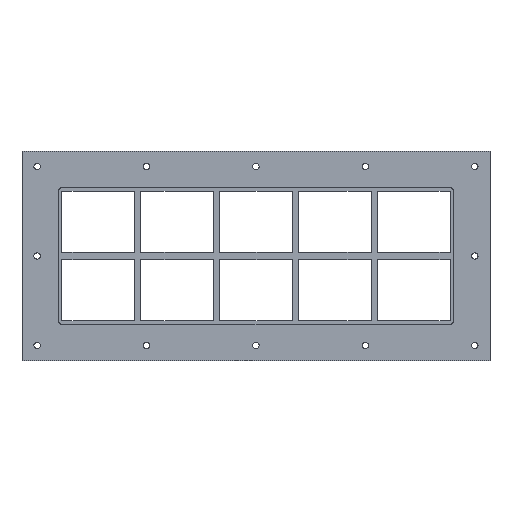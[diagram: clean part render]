
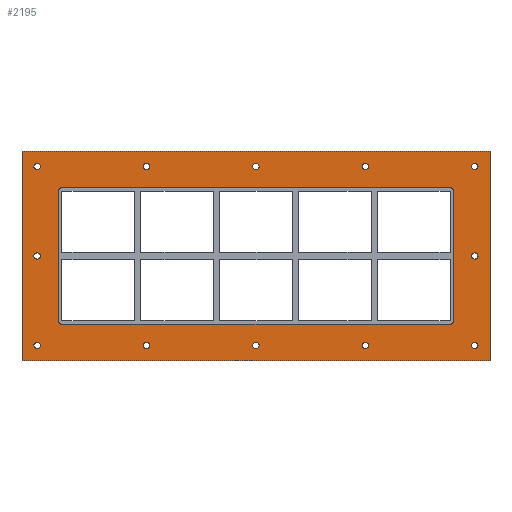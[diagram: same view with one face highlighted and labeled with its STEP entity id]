
A CAD part, front view. The second image highlights one B-rep face of the part: STEP entity #2195.
In plain terms, the highlighted planar face has unit normal (0, -1, 0).
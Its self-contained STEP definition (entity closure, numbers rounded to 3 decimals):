
#84=CARTESIAN_POINT('',(-357.0,0.0,-148.));
#85=VERTEX_POINT('',#84);
#86=CARTESIAN_POINT('',(-362.25,0.0,-148.));
#87=DIRECTION('',(0.0,1.0,0.0));
#88=DIRECTION('',(1.0,0.0,0.0));
#89=AXIS2_PLACEMENT_3D('',#86,#87,#88);
#90=CIRCLE('',#89,5.25);
#91=EDGE_CURVE('',#85,#85,#90,.T.);
#112=CARTESIAN_POINT('',(367.4,0.0,0.));
#113=VERTEX_POINT('',#112);
#114=CARTESIAN_POINT('',(362.15,0.0,0.));
#115=DIRECTION('',(0.0,1.0,0.0));
#116=DIRECTION('',(1.0,0.0,0.0));
#117=AXIS2_PLACEMENT_3D('',#114,#115,#116);
#118=CIRCLE('',#117,5.25);
#119=EDGE_CURVE('',#113,#113,#118,.T.);
#140=CARTESIAN_POINT('',(-357.0,0.0,0.));
#141=VERTEX_POINT('',#140);
#142=CARTESIAN_POINT('',(-362.25,0.0,0.));
#143=DIRECTION('',(0.0,1.0,0.0));
#144=DIRECTION('',(1.0,0.0,0.0));
#145=AXIS2_PLACEMENT_3D('',#142,#143,#144);
#146=CIRCLE('',#145,5.25);
#147=EDGE_CURVE('',#141,#141,#146,.T.);
#168=CARTESIAN_POINT('',(-175.9,0.0,148.));
#169=VERTEX_POINT('',#168);
#170=CARTESIAN_POINT('',(-181.15,0.0,148.));
#171=DIRECTION('',(0.0,1.0,0.0));
#172=DIRECTION('',(1.0,0.0,0.0));
#173=AXIS2_PLACEMENT_3D('',#170,#171,#172);
#174=CIRCLE('',#173,5.25);
#175=EDGE_CURVE('',#169,#169,#174,.T.);
#196=CARTESIAN_POINT('',(-175.9,0.0,-148.));
#197=VERTEX_POINT('',#196);
#198=CARTESIAN_POINT('',(-181.15,0.0,-148.));
#199=DIRECTION('',(0.0,1.0,0.0));
#200=DIRECTION('',(1.0,0.0,0.0));
#201=AXIS2_PLACEMENT_3D('',#198,#199,#200);
#202=CIRCLE('',#201,5.25);
#203=EDGE_CURVE('',#197,#197,#202,.T.);
#224=CARTESIAN_POINT('',(5.2,0.0,148.));
#225=VERTEX_POINT('',#224);
#226=CARTESIAN_POINT('',(-0.05,0.0,148.));
#227=DIRECTION('',(0.0,1.0,0.0));
#228=DIRECTION('',(1.0,0.0,0.0));
#229=AXIS2_PLACEMENT_3D('',#226,#227,#228);
#230=CIRCLE('',#229,5.25);
#231=EDGE_CURVE('',#225,#225,#230,.T.);
#252=CARTESIAN_POINT('',(5.2,0.0,-148.));
#253=VERTEX_POINT('',#252);
#254=CARTESIAN_POINT('',(-0.05,0.0,-148.));
#255=DIRECTION('',(0.0,1.0,0.0));
#256=DIRECTION('',(1.0,0.0,0.0));
#257=AXIS2_PLACEMENT_3D('',#254,#255,#256);
#258=CIRCLE('',#257,5.25);
#259=EDGE_CURVE('',#253,#253,#258,.T.);
#280=CARTESIAN_POINT('',(186.3,0.0,148.));
#281=VERTEX_POINT('',#280);
#282=CARTESIAN_POINT('',(181.05,0.0,148.));
#283=DIRECTION('',(0.0,1.0,0.0));
#284=DIRECTION('',(1.0,0.0,0.0));
#285=AXIS2_PLACEMENT_3D('',#282,#283,#284);
#286=CIRCLE('',#285,5.25);
#287=EDGE_CURVE('',#281,#281,#286,.T.);
#308=CARTESIAN_POINT('',(186.3,0.0,-148.));
#309=VERTEX_POINT('',#308);
#310=CARTESIAN_POINT('',(181.05,0.0,-148.));
#311=DIRECTION('',(0.0,1.0,0.0));
#312=DIRECTION('',(1.0,0.0,0.0));
#313=AXIS2_PLACEMENT_3D('',#310,#311,#312);
#314=CIRCLE('',#313,5.25);
#315=EDGE_CURVE('',#309,#309,#314,.T.);
#336=CARTESIAN_POINT('',(367.4,0.0,-148.));
#337=VERTEX_POINT('',#336);
#338=CARTESIAN_POINT('',(362.15,0.0,-148.));
#339=DIRECTION('',(0.0,1.0,0.0));
#340=DIRECTION('',(1.0,0.0,0.0));
#341=AXIS2_PLACEMENT_3D('',#338,#339,#340);
#342=CIRCLE('',#341,5.25);
#343=EDGE_CURVE('',#337,#337,#342,.T.);
#364=CARTESIAN_POINT('',(-357.0,0.0,148.));
#365=VERTEX_POINT('',#364);
#366=CARTESIAN_POINT('',(-362.25,0.0,148.));
#367=DIRECTION('',(0.0,1.0,0.0));
#368=DIRECTION('',(1.0,0.0,0.0));
#369=AXIS2_PLACEMENT_3D('',#366,#367,#368);
#370=CIRCLE('',#369,5.25);
#371=EDGE_CURVE('',#365,#365,#370,.T.);
#392=CARTESIAN_POINT('',(367.4,0.0,148.));
#393=VERTEX_POINT('',#392);
#394=CARTESIAN_POINT('',(362.15,0.0,148.));
#395=DIRECTION('',(0.0,1.0,0.0));
#396=DIRECTION('',(1.0,0.0,0.0));
#397=AXIS2_PLACEMENT_3D('',#394,#395,#396);
#398=CIRCLE('',#397,5.25);
#399=EDGE_CURVE('',#393,#393,#398,.T.);
#2050=CARTESIAN_POINT('',(0.0,0.0,0.0));
#2051=DIRECTION('',(0.0,1.0,0.0));
#2052=DIRECTION('',(0.0,0.0,1.0));
#2053=AXIS2_PLACEMENT_3D('',#2050,#2051,#2052);
#2054=PLANE('',#2053);
#2055=CARTESIAN_POINT('',(-387.25,0.0,173.));
#2056=VERTEX_POINT('',#2055);
#2057=CARTESIAN_POINT('',(387.25,0.0,173.));
#2058=VERTEX_POINT('',#2057);
#2059=CARTESIAN_POINT('',(-387.25,0.0,173.));
#2060=DIRECTION('',(1.0,0.0,0.0));
#2061=VECTOR('',#2060,774.5);
#2062=LINE('',#2059,#2061);
#2063=EDGE_CURVE('',#2056,#2058,#2062,.T.);
#2064=ORIENTED_EDGE('',*,*,#2063,.F.);
#2065=CARTESIAN_POINT('',(-387.25,0.0,-173.));
#2066=VERTEX_POINT('',#2065);
#2067=CARTESIAN_POINT('',(-387.25,0.0,-173.));
#2068=DIRECTION('',(0.0,0.0,1.0));
#2069=VECTOR('',#2068,346.);
#2070=LINE('',#2067,#2069);
#2071=EDGE_CURVE('',#2066,#2056,#2070,.T.);
#2072=ORIENTED_EDGE('',*,*,#2071,.F.);
#2073=CARTESIAN_POINT('',(387.25,0.0,-173.));
#2074=VERTEX_POINT('',#2073);
#2075=CARTESIAN_POINT('',(387.25,0.0,-173.));
#2076=DIRECTION('',(-1.0,0.0,0.0));
#2077=VECTOR('',#2076,774.5);
#2078=LINE('',#2075,#2077);
#2079=EDGE_CURVE('',#2074,#2066,#2078,.T.);
#2080=ORIENTED_EDGE('',*,*,#2079,.F.);
#2081=CARTESIAN_POINT('',(387.25,0.0,173.));
#2082=DIRECTION('',(0.0,0.0,-1.0));
#2083=VECTOR('',#2082,346.);
#2084=LINE('',#2081,#2083);
#2085=EDGE_CURVE('',#2058,#2074,#2084,.T.);
#2086=ORIENTED_EDGE('',*,*,#2085,.F.);
#2087=EDGE_LOOP('',(#2064,#2072,#2080,#2086));
#2088=FACE_OUTER_BOUND('',#2087,.T.);
#2089=ORIENTED_EDGE('',*,*,#91,.T.);
#2090=EDGE_LOOP('',(#2089));
#2091=FACE_BOUND('',#2090,.T.);
#2092=ORIENTED_EDGE('',*,*,#119,.T.);
#2093=EDGE_LOOP('',(#2092));
#2094=FACE_BOUND('',#2093,.T.);
#2095=ORIENTED_EDGE('',*,*,#147,.T.);
#2096=EDGE_LOOP('',(#2095));
#2097=FACE_BOUND('',#2096,.T.);
#2098=ORIENTED_EDGE('',*,*,#175,.T.);
#2099=EDGE_LOOP('',(#2098));
#2100=FACE_BOUND('',#2099,.T.);
#2101=ORIENTED_EDGE('',*,*,#203,.T.);
#2102=EDGE_LOOP('',(#2101));
#2103=FACE_BOUND('',#2102,.T.);
#2104=ORIENTED_EDGE('',*,*,#231,.T.);
#2105=EDGE_LOOP('',(#2104));
#2106=FACE_BOUND('',#2105,.T.);
#2107=ORIENTED_EDGE('',*,*,#259,.T.);
#2108=EDGE_LOOP('',(#2107));
#2109=FACE_BOUND('',#2108,.T.);
#2110=ORIENTED_EDGE('',*,*,#287,.T.);
#2111=EDGE_LOOP('',(#2110));
#2112=FACE_BOUND('',#2111,.T.);
#2113=ORIENTED_EDGE('',*,*,#315,.T.);
#2114=EDGE_LOOP('',(#2113));
#2115=FACE_BOUND('',#2114,.T.);
#2116=ORIENTED_EDGE('',*,*,#343,.T.);
#2117=EDGE_LOOP('',(#2116));
#2118=FACE_BOUND('',#2117,.T.);
#2119=ORIENTED_EDGE('',*,*,#371,.T.);
#2120=EDGE_LOOP('',(#2119));
#2121=FACE_BOUND('',#2120,.T.);
#2122=ORIENTED_EDGE('',*,*,#399,.T.);
#2123=EDGE_LOOP('',(#2122));
#2124=FACE_BOUND('',#2123,.T.);
#2125=CARTESIAN_POINT('',(-327.25,0.0,-107.));
#2126=VERTEX_POINT('',#2125);
#2127=CARTESIAN_POINT('',(-321.25,0.0,-113.));
#2128=VERTEX_POINT('',#2127);
#2129=CARTESIAN_POINT('',(-321.25,0.0,-107.));
#2130=DIRECTION('',(0.0,-1.0,0.0));
#2131=DIRECTION('',(-0.707,0.0,-0.707));
#2132=AXIS2_PLACEMENT_3D('',#2129,#2130,#2131);
#2133=CIRCLE('',#2132,6.);
#2134=EDGE_CURVE('',#2126,#2128,#2133,.T.);
#2135=ORIENTED_EDGE('',*,*,#2134,.F.);
#2136=CARTESIAN_POINT('',(-327.25,0.0,107.));
#2137=VERTEX_POINT('',#2136);
#2138=CARTESIAN_POINT('',(-327.25,0.0,107.));
#2139=DIRECTION('',(0.0,0.0,-1.0));
#2140=VECTOR('',#2139,214.);
#2141=LINE('',#2138,#2140);
#2142=EDGE_CURVE('',#2137,#2126,#2141,.T.);
#2143=ORIENTED_EDGE('',*,*,#2142,.F.);
#2144=CARTESIAN_POINT('',(-321.25,0.0,113.));
#2145=VERTEX_POINT('',#2144);
#2146=CARTESIAN_POINT('',(-321.25,0.0,107.));
#2147=DIRECTION('',(0.0,-1.0,0.0));
#2148=DIRECTION('',(-0.707,0.0,0.707));
#2149=AXIS2_PLACEMENT_3D('',#2146,#2147,#2148);
#2150=CIRCLE('',#2149,6.);
#2151=EDGE_CURVE('',#2145,#2137,#2150,.T.);
#2152=ORIENTED_EDGE('',*,*,#2151,.F.);
#2153=CARTESIAN_POINT('',(321.25,0.0,113.));
#2154=VERTEX_POINT('',#2153);
#2155=CARTESIAN_POINT('',(321.25,0.0,113.));
#2156=DIRECTION('',(-1.0,0.0,0.0));
#2157=VECTOR('',#2156,642.5);
#2158=LINE('',#2155,#2157);
#2159=EDGE_CURVE('',#2154,#2145,#2158,.T.);
#2160=ORIENTED_EDGE('',*,*,#2159,.F.);
#2161=CARTESIAN_POINT('',(327.25,0.0,107.));
#2162=VERTEX_POINT('',#2161);
#2163=CARTESIAN_POINT('',(321.25,0.0,107.));
#2164=DIRECTION('',(0.0,-1.0,0.0));
#2165=DIRECTION('',(0.707,0.0,0.707));
#2166=AXIS2_PLACEMENT_3D('',#2163,#2164,#2165);
#2167=CIRCLE('',#2166,6.);
#2168=EDGE_CURVE('',#2162,#2154,#2167,.T.);
#2169=ORIENTED_EDGE('',*,*,#2168,.F.);
#2170=CARTESIAN_POINT('',(327.25,0.0,-107.));
#2171=VERTEX_POINT('',#2170);
#2172=CARTESIAN_POINT('',(327.25,0.0,-107.));
#2173=DIRECTION('',(0.0,0.0,1.0));
#2174=VECTOR('',#2173,214.);
#2175=LINE('',#2172,#2174);
#2176=EDGE_CURVE('',#2171,#2162,#2175,.T.);
#2177=ORIENTED_EDGE('',*,*,#2176,.F.);
#2178=CARTESIAN_POINT('',(321.25,0.0,-113.));
#2179=VERTEX_POINT('',#2178);
#2180=CARTESIAN_POINT('',(321.25,0.0,-107.));
#2181=DIRECTION('',(0.0,-1.0,0.0));
#2182=DIRECTION('',(0.707,0.0,-0.707));
#2183=AXIS2_PLACEMENT_3D('',#2180,#2181,#2182);
#2184=CIRCLE('',#2183,6.);
#2185=EDGE_CURVE('',#2179,#2171,#2184,.T.);
#2186=ORIENTED_EDGE('',*,*,#2185,.F.);
#2187=CARTESIAN_POINT('',(-321.25,0.0,-113.));
#2188=DIRECTION('',(1.0,0.0,0.0));
#2189=VECTOR('',#2188,642.5);
#2190=LINE('',#2187,#2189);
#2191=EDGE_CURVE('',#2128,#2179,#2190,.T.);
#2192=ORIENTED_EDGE('',*,*,#2191,.F.);
#2193=EDGE_LOOP('',(#2135,#2143,#2152,#2160,#2169,#2177,#2186,#2192));
#2194=FACE_BOUND('',#2193,.T.);
#2195=ADVANCED_FACE('',(#2088,#2091,#2094,#2097,#2100,#2103,#2106,#2109,#2112,#2115,#2118,#2121,#2124,#2194),#2054,.F.);
